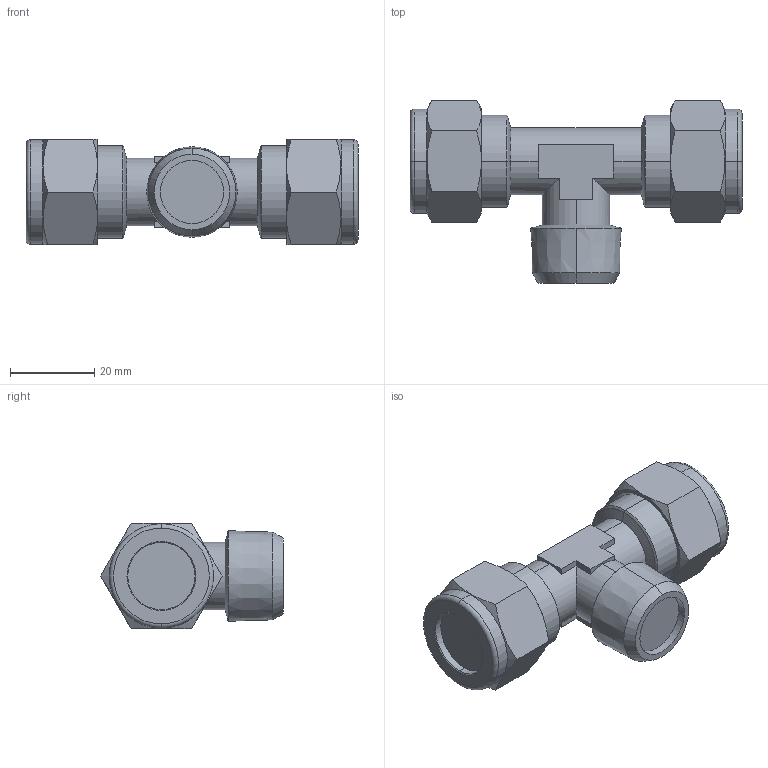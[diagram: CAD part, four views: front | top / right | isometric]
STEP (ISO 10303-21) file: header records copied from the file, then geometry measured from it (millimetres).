
FILE_DESCRIPTION (( 'STEP AP214' ), '1' );
FILE_NAME ('1022000016.step', '2013-02-25T17:12:06', ( '' ), ( '' ), 'SwSTEP 2.0', 'SolidWorks 2012', '' );
FILE_SCHEMA (( 'AUTOMOTIVE_DESIGN' ));
Length unit declared in the file: millimetre
Products named in the file (1): 1022000016
Bounding box: 79 x 43.43 x 25 mm (x, y, z)
Volume: 34657.7 mm3; surface area: 9104.9 mm2
Topology: 1 solids, 3 shells, 107 faces, 236 edges, 140 vertices
Faces by surface type: plane 40, cone 36, cylinder 23, torus 8
Entity records: 3190 total; most frequent: CARTESIAN_POINT 828, DIRECTION 500, ORIENTED_EDGE 472, EDGE_CURVE 236, AXIS2_PLACEMENT_3D 200, VERTEX_POINT 140, EDGE_LOOP 112, FACE_OUTER_BOUND 107
